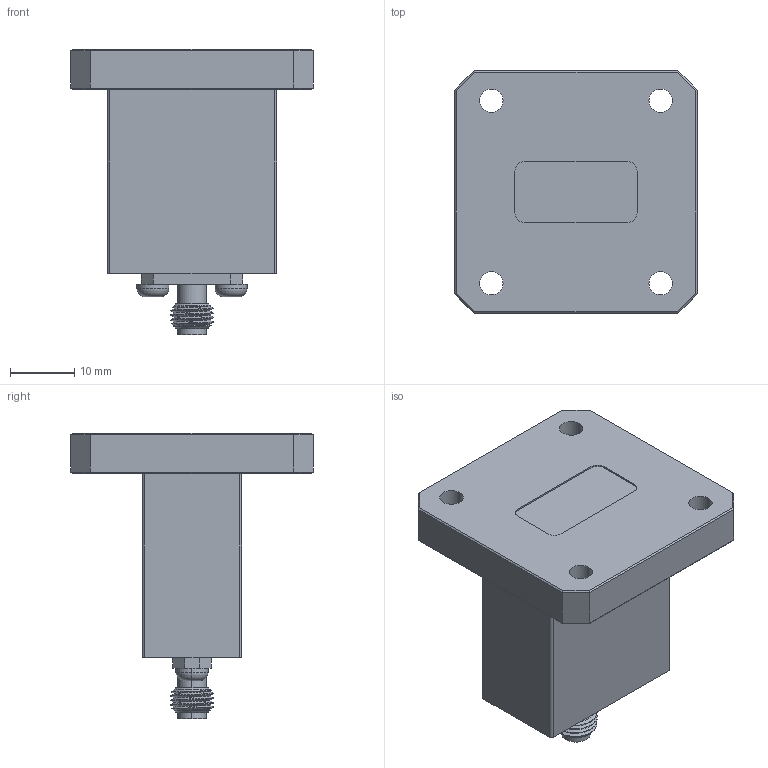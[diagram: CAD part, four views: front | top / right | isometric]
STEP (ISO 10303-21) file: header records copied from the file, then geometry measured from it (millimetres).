
FILE_DESCRIPTION (( 'STEP AP203' ), '1' );
FILE_NAME ('WC-7E-BX1, Female.STEP', '2024-03-01T20:15:15', ( '' ), ( '' ), 'SwSTEP 2.0', 'SolidWorks 2021', '' );
FILE_SCHEMA (( 'CONFIG_CONTROL_DESIGN' ));
Length unit declared in the file: inch
Products named in the file (1): WC-7E-BX1, Female
Bounding box: 37.9 x 37.9 x 44.65 mm (x, y, z)
Volume: 20812.2 mm3; surface area: 6629.7 mm2
Topology: 1 solids, 1 shells, 109 faces, 270 edges, 170 vertices
Faces by surface type: plane 53, cylinder 37, bspline 11, torus 4, cone 4
Entity records: 5296 total; most frequent: CARTESIAN_POINT 2712, ORIENTED_EDGE 540, DIRECTION 492, EDGE_CURVE 270, AXIS2_PLACEMENT_3D 172, VERTEX_POINT 170, LINE 148, VECTOR 148
